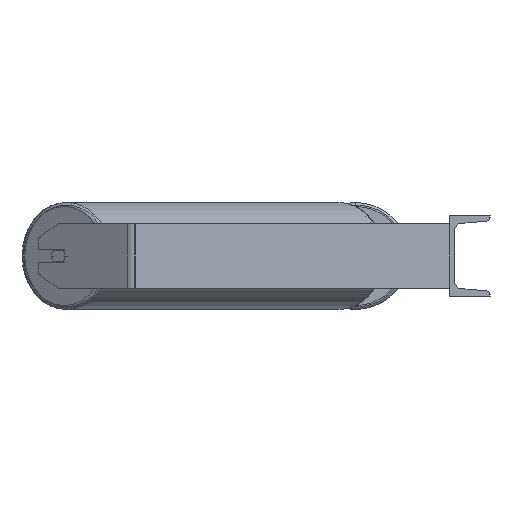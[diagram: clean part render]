
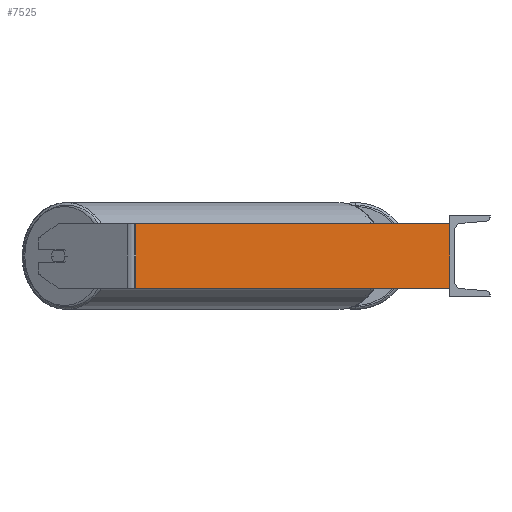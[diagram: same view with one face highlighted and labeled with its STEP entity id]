
A CAD part, left-side view. The second image highlights one B-rep face of the part: STEP entity #7525.
In plain terms, the highlighted planar face has unit normal (-0.996, -0.087, 0).
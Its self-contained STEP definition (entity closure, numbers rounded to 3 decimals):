
#77 = CARTESIAN_POINT ( 'NONE',  ( -919.663, 396.195, 40. ) ) ;
#124 = PLANE ( 'NONE',  #8096 ) ;
#156 = CARTESIAN_POINT ( 'NONE',  ( -919.663, 396.195, 40. ) ) ;
#297 = ORIENTED_EDGE ( 'NONE', *, *, #4168, .F. ) ;
#667 = ORIENTED_EDGE ( 'NONE', *, *, #2631, .F. ) ;
#871 = VECTOR ( 'NONE', #3289, 1000. ) ;
#878 = DIRECTION ( 'NONE',  ( 0., 0., -1. ) ) ;
#1342 = LINE ( 'NONE', #6263, #6611 ) ;
#1377 = FACE_OUTER_BOUND ( 'NONE', #1857, .T. ) ;
#1441 = LINE ( 'NONE', #8461, #5311 ) ;
#1857 = EDGE_LOOP ( 'NONE', ( #7487, #667, #297, #5798 ) ) ;
#2631 = EDGE_CURVE ( 'NONE', #6745, #4836, #6008, .T. ) ;
#2785 = DIRECTION ( 'NONE',  ( 0.087, -0.996, 0. ) ) ;
#3002 = VERTEX_POINT ( 'NONE', #5296 ) ;
#3135 = DIRECTION ( 'NONE',  ( 0.087, -0.996, 0. ) ) ;
#3289 = DIRECTION ( 'NONE',  ( 0., 0., -1. ) ) ;
#4091 = VECTOR ( 'NONE', #3135, 1000. ) ;
#4168 = EDGE_CURVE ( 'NONE', #8742, #6745, #5243, .T. ) ;
#4417 = EDGE_CURVE ( 'NONE', #3002, #4836, #1342, .T. ) ;
#4836 = VERTEX_POINT ( 'NONE', #5273 ) ;
#5076 = DIRECTION ( 'NONE',  ( 0.996, 0.087, 0. ) ) ;
#5243 = LINE ( 'NONE', #156, #4091 ) ;
#5273 = CARTESIAN_POINT ( 'NONE',  ( -885., 0., -40. ) ) ;
#5296 = CARTESIAN_POINT ( 'NONE',  ( -919.155, 390.394, -40. ) ) ;
#5311 = VECTOR ( 'NONE', #878, 1000. ) ;
#5798 = ORIENTED_EDGE ( 'NONE', *, *, #7834, .T. ) ;
#6008 = LINE ( 'NONE', #6601, #871 ) ;
#6263 = CARTESIAN_POINT ( 'NONE',  ( -919.663, 396.195, -40. ) ) ;
#6601 = CARTESIAN_POINT ( 'NONE',  ( -885., 0., 40. ) ) ;
#6611 = VECTOR ( 'NONE', #2785, 1000. ) ;
#6745 = VERTEX_POINT ( 'NONE', #6782 ) ;
#6782 = CARTESIAN_POINT ( 'NONE',  ( -885., 0., 40. ) ) ;
#6784 = CARTESIAN_POINT ( 'NONE',  ( -919.155, 390.394, 40. ) ) ;
#7487 = ORIENTED_EDGE ( 'NONE', *, *, #4417, .T. ) ;
#7525 = ADVANCED_FACE ( 'NONE', ( #1377 ), #124, .F. ) ;
#7834 = EDGE_CURVE ( 'NONE', #8742, #3002, #1441, .T. ) ;
#7844 = DIRECTION ( 'NONE',  ( -0.087, 0.996, 0. ) ) ;
#8096 = AXIS2_PLACEMENT_3D ( 'NONE', #77, #5076, #7844 ) ;
#8461 = CARTESIAN_POINT ( 'NONE',  ( -919.155, 390.394, 40. ) ) ;
#8742 = VERTEX_POINT ( 'NONE', #6784 ) ;
